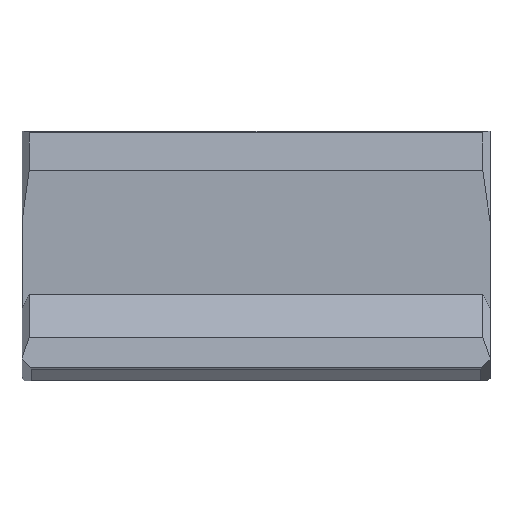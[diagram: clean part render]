
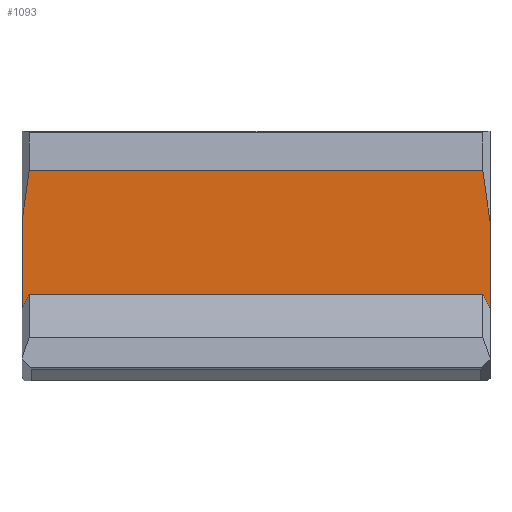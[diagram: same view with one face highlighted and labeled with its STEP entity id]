
A CAD part, front view. The second image highlights one B-rep face of the part: STEP entity #1093.
In plain terms, the highlighted planar face has unit normal (0, -1, 0).
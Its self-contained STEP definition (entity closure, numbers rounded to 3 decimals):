
#143=FACE_OUTER_BOUND('',#220,.T.);
#220=EDGE_LOOP('',(#974,#975,#976,#977,#978,#979,#980,#981));
#275=LINE('',#1675,#390);
#316=LINE('',#1776,#431);
#320=LINE('',#1783,#435);
#322=LINE('',#1787,#437);
#323=LINE('',#1789,#438);
#332=LINE('',#1808,#447);
#334=LINE('',#1812,#449);
#336=LINE('',#1815,#451);
#390=VECTOR('',#1352,10.);
#431=VECTOR('',#1467,10.);
#435=VECTOR('',#1473,10.);
#437=VECTOR('',#1477,10.);
#438=VECTOR('',#1480,10.);
#447=VECTOR('',#1495,10.);
#449=VECTOR('',#1499,10.);
#451=VECTOR('',#1503,10.);
#517=VERTEX_POINT('',#1672);
#518=VERTEX_POINT('',#1674);
#540=VERTEX_POINT('',#1773);
#541=VERTEX_POINT('',#1775);
#543=VERTEX_POINT('',#1781);
#544=VERTEX_POINT('',#1785);
#551=VERTEX_POINT('',#1807);
#552=VERTEX_POINT('',#1811);
#631=EDGE_CURVE('',#517,#518,#275,.T.);
#678=EDGE_CURVE('',#540,#541,#316,.T.);
#682=EDGE_CURVE('',#543,#540,#320,.F.);
#684=EDGE_CURVE('',#544,#543,#322,.T.);
#685=EDGE_CURVE('',#518,#544,#323,.F.);
#694=EDGE_CURVE('',#541,#551,#332,.T.);
#696=EDGE_CURVE('',#551,#552,#334,.T.);
#698=EDGE_CURVE('',#552,#517,#336,.T.);
#974=ORIENTED_EDGE('',*,*,#694,.F.);
#975=ORIENTED_EDGE('',*,*,#678,.F.);
#976=ORIENTED_EDGE('',*,*,#682,.F.);
#977=ORIENTED_EDGE('',*,*,#684,.F.);
#978=ORIENTED_EDGE('',*,*,#685,.F.);
#979=ORIENTED_EDGE('',*,*,#631,.F.);
#980=ORIENTED_EDGE('',*,*,#698,.F.);
#981=ORIENTED_EDGE('',*,*,#696,.F.);
#1031=PLANE('',#1201);
#1093=ADVANCED_FACE('',(#143),#1031,.F.);
#1201=AXIS2_PLACEMENT_3D('',#1814,#1501,#1502);
#1352=DIRECTION('',(0.,0.,-1.));
#1467=DIRECTION('',(0.,0.,1.));
#1473=DIRECTION('',(0.435,0.,0.9));
#1477=DIRECTION('',(-1.,0.,0.));
#1480=DIRECTION('',(0.435,0.,-0.9));
#1495=DIRECTION('',(0.14,0.,0.99));
#1499=DIRECTION('',(1.,0.,0.));
#1501=DIRECTION('center_axis',(0.,1.,0.));
#1502=DIRECTION('ref_axis',(0.,0.,1.));
#1503=DIRECTION('',(0.14,0.,-0.99));
#1672=CARTESIAN_POINT('',(324.8,-3.861,-62.314));
#1674=CARTESIAN_POINT('',(324.8,-3.861,-123.215));
#1675=CARTESIAN_POINT('',(324.8,-3.861,-34.969));
#1773=CARTESIAN_POINT('',(0.,-3.861,-123.215));
#1775=CARTESIAN_POINT('',(0.,-3.861,-62.314));
#1776=CARTESIAN_POINT('',(0.,-3.861,-121.406));
#1781=CARTESIAN_POINT('',(5.,-3.861,-112.875));
#1783=CARTESIAN_POINT('',(20.571,-3.861,-80.674));
#1785=CARTESIAN_POINT('',(319.8,-3.861,-112.875));
#1787=CARTESIAN_POINT('',(243.6,-3.861,-112.875));
#1789=CARTESIAN_POINT('',(291.252,-3.861,-53.835));
#1807=CARTESIAN_POINT('',(5.,-3.861,-27.));
#1808=CARTESIAN_POINT('',(-0.956,-3.861,-69.065));
#1811=CARTESIAN_POINT('',(319.8,-3.861,-27.));
#1812=CARTESIAN_POINT('',(81.2,-3.861,-27.));
#1814=CARTESIAN_POINT('Origin',(162.4,-3.861,-69.938));
#1815=CARTESIAN_POINT('',(319.878,-3.861,-27.545));
